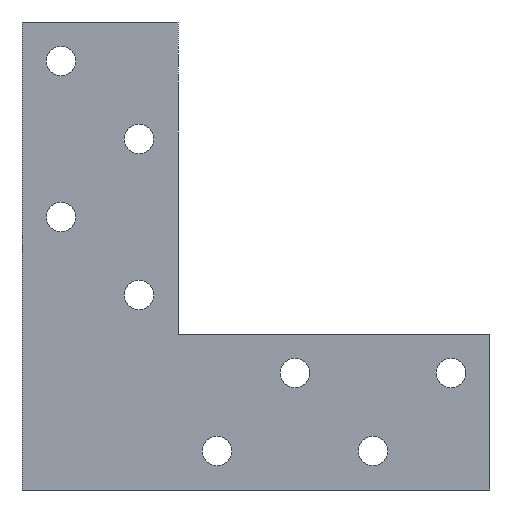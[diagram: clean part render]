
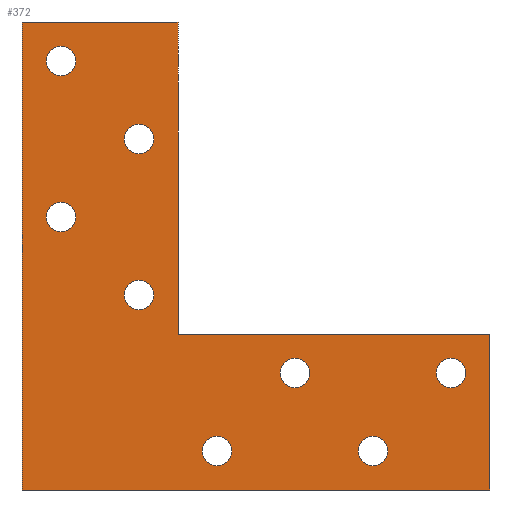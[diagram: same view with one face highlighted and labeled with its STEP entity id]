
A CAD part, front view. The second image highlights one B-rep face of the part: STEP entity #372.
In plain terms, the highlighted planar face has unit normal (0, -1, 0).
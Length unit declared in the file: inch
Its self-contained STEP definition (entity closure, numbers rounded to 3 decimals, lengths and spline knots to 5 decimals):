
#23=FACE_BOUND('',#79,.T.);
#24=FACE_BOUND('',#80,.T.);
#25=FACE_BOUND('',#81,.T.);
#26=FACE_BOUND('',#82,.T.);
#27=FACE_BOUND('',#83,.T.);
#28=FACE_BOUND('',#84,.T.);
#29=FACE_BOUND('',#85,.T.);
#30=FACE_BOUND('',#86,.T.);
#38=PLANE('',#432);
#54=FACE_OUTER_BOUND('',#78,.T.);
#78=EDGE_LOOP('',(#335,#336,#337,#338,#339,#340));
#79=EDGE_LOOP('',(#341));
#80=EDGE_LOOP('',(#342));
#81=EDGE_LOOP('',(#343));
#82=EDGE_LOOP('',(#344));
#83=EDGE_LOOP('',(#345));
#84=EDGE_LOOP('',(#346));
#85=EDGE_LOOP('',(#347));
#86=EDGE_LOOP('',(#348));
#95=LINE('',#609,#121);
#99=LINE('',#617,#125);
#102=LINE('',#623,#128);
#105=LINE('',#629,#131);
#108=LINE('',#635,#134);
#111=LINE('',#640,#137);
#121=VECTOR('',#509,0.3937);
#125=VECTOR('',#515,0.3937);
#128=VECTOR('',#520,0.3937);
#131=VECTOR('',#525,0.3937);
#134=VECTOR('',#530,0.3937);
#137=VECTOR('',#535,0.3937);
#141=CIRCLE('',#396,0.09375);
#144=CIRCLE('',#400,0.09375);
#147=CIRCLE('',#404,0.09375);
#150=CIRCLE('',#408,0.09375);
#153=CIRCLE('',#412,0.09375);
#156=CIRCLE('',#416,0.09375);
#159=CIRCLE('',#420,0.09375);
#162=CIRCLE('',#424,0.09375);
#165=VERTEX_POINT('',#547);
#168=VERTEX_POINT('',#555);
#171=VERTEX_POINT('',#563);
#174=VERTEX_POINT('',#571);
#177=VERTEX_POINT('',#579);
#180=VERTEX_POINT('',#587);
#183=VERTEX_POINT('',#595);
#186=VERTEX_POINT('',#603);
#187=VERTEX_POINT('',#607);
#188=VERTEX_POINT('',#608);
#191=VERTEX_POINT('',#616);
#193=VERTEX_POINT('',#622);
#195=VERTEX_POINT('',#628);
#197=VERTEX_POINT('',#634);
#202=EDGE_CURVE('',#165,#165,#141,.T.);
#206=EDGE_CURVE('',#168,#168,#144,.T.);
#210=EDGE_CURVE('',#171,#171,#147,.T.);
#214=EDGE_CURVE('',#174,#174,#150,.T.);
#218=EDGE_CURVE('',#177,#177,#153,.T.);
#222=EDGE_CURVE('',#180,#180,#156,.T.);
#226=EDGE_CURVE('',#183,#183,#159,.T.);
#230=EDGE_CURVE('',#186,#186,#162,.T.);
#231=EDGE_CURVE('',#187,#188,#95,.T.);
#235=EDGE_CURVE('',#191,#187,#99,.T.);
#238=EDGE_CURVE('',#193,#191,#102,.T.);
#241=EDGE_CURVE('',#195,#193,#105,.T.);
#244=EDGE_CURVE('',#197,#195,#108,.T.);
#247=EDGE_CURVE('',#188,#197,#111,.T.);
#335=ORIENTED_EDGE('',*,*,#247,.F.);
#336=ORIENTED_EDGE('',*,*,#231,.F.);
#337=ORIENTED_EDGE('',*,*,#235,.F.);
#338=ORIENTED_EDGE('',*,*,#238,.F.);
#339=ORIENTED_EDGE('',*,*,#241,.F.);
#340=ORIENTED_EDGE('',*,*,#244,.F.);
#341=ORIENTED_EDGE('',*,*,#202,.T.);
#342=ORIENTED_EDGE('',*,*,#206,.T.);
#343=ORIENTED_EDGE('',*,*,#210,.T.);
#344=ORIENTED_EDGE('',*,*,#214,.T.);
#345=ORIENTED_EDGE('',*,*,#218,.T.);
#346=ORIENTED_EDGE('',*,*,#222,.T.);
#347=ORIENTED_EDGE('',*,*,#226,.T.);
#348=ORIENTED_EDGE('',*,*,#230,.T.);
#372=ADVANCED_FACE('',(#54,#23,#24,#25,#26,#27,#28,#29,#30),#38,.T.);
#396=AXIS2_PLACEMENT_3D('',#549,#442,#443);
#400=AXIS2_PLACEMENT_3D('',#557,#451,#452);
#404=AXIS2_PLACEMENT_3D('',#565,#460,#461);
#408=AXIS2_PLACEMENT_3D('',#573,#469,#470);
#412=AXIS2_PLACEMENT_3D('',#581,#478,#479);
#416=AXIS2_PLACEMENT_3D('',#589,#487,#488);
#420=AXIS2_PLACEMENT_3D('',#597,#496,#497);
#424=AXIS2_PLACEMENT_3D('',#605,#505,#506);
#432=AXIS2_PLACEMENT_3D('',#643,#539,#540);
#442=DIRECTION('center_axis',(0.,1.,0.));
#443=DIRECTION('ref_axis',(1.,0.,0.));
#451=DIRECTION('center_axis',(0.,1.,0.));
#452=DIRECTION('ref_axis',(1.,0.,0.));
#460=DIRECTION('center_axis',(0.,1.,0.));
#461=DIRECTION('ref_axis',(1.,0.,0.));
#469=DIRECTION('center_axis',(0.,1.,0.));
#470=DIRECTION('ref_axis',(1.,0.,0.));
#478=DIRECTION('center_axis',(0.,1.,0.));
#479=DIRECTION('ref_axis',(1.,0.,0.));
#487=DIRECTION('center_axis',(0.,1.,0.));
#488=DIRECTION('ref_axis',(1.,0.,0.));
#496=DIRECTION('center_axis',(0.,1.,0.));
#497=DIRECTION('ref_axis',(1.,0.,0.));
#505=DIRECTION('center_axis',(0.,1.,0.));
#506=DIRECTION('ref_axis',(1.,0.,0.));
#509=DIRECTION('',(0.,0.,1.));
#515=DIRECTION('',(-1.,0.,0.));
#520=DIRECTION('',(0.,0.,-1.));
#525=DIRECTION('',(1.,0.,0.));
#530=DIRECTION('',(0.,0.,-1.));
#535=DIRECTION('',(1.,0.,0.));
#539=DIRECTION('center_axis',(0.,-1.,0.));
#540=DIRECTION('ref_axis',(0.,0.,-1.));
#547=CARTESIAN_POINT('',(0.83317,0.,-1.30897));
#549=CARTESIAN_POINT('Origin',(0.92692,0.,-1.30897));
#555=CARTESIAN_POINT('',(-0.66683,0.,-1.80897));
#557=CARTESIAN_POINT('Origin',(-0.57308,0.,-1.80897));
#563=CARTESIAN_POINT('',(-0.16683,0.,-1.30897));
#565=CARTESIAN_POINT('Origin',(-0.07308,0.,-1.30897));
#571=CARTESIAN_POINT('',(0.33317,0.,-1.80897));
#573=CARTESIAN_POINT('Origin',(0.42692,0.,-1.80897));
#579=CARTESIAN_POINT('',(-1.66683,0.,-0.30897));
#581=CARTESIAN_POINT('Origin',(-1.57308,0.,-0.30897));
#587=CARTESIAN_POINT('',(-1.66683,0.,0.69103));
#589=CARTESIAN_POINT('Origin',(-1.57308,0.,0.69103));
#595=CARTESIAN_POINT('',(-1.16683,0.,0.19103));
#597=CARTESIAN_POINT('Origin',(-1.07308,0.,0.19103));
#603=CARTESIAN_POINT('',(-1.16683,0.,-0.80897));
#605=CARTESIAN_POINT('Origin',(-1.07308,0.,-0.80897));
#607=CARTESIAN_POINT('',(-1.82308,0.,-2.05897));
#608=CARTESIAN_POINT('',(-1.82308,0.,0.94103));
#609=CARTESIAN_POINT('',(-1.82308,0.,-2.05897));
#616=CARTESIAN_POINT('',(1.17692,0.,-2.05897));
#617=CARTESIAN_POINT('',(1.17692,0.,-2.05897));
#622=CARTESIAN_POINT('',(1.17692,0.,-1.05897));
#623=CARTESIAN_POINT('',(1.17692,0.,-1.05897));
#628=CARTESIAN_POINT('',(-0.82308,0.,-1.05897));
#629=CARTESIAN_POINT('',(-0.82308,0.,-1.05897));
#634=CARTESIAN_POINT('',(-0.82308,0.,0.94103));
#635=CARTESIAN_POINT('',(-0.82308,0.,0.94103));
#640=CARTESIAN_POINT('',(-1.82308,0.,0.94103));
#643=CARTESIAN_POINT('Origin',(-0.65641,0.,-0.89231));
